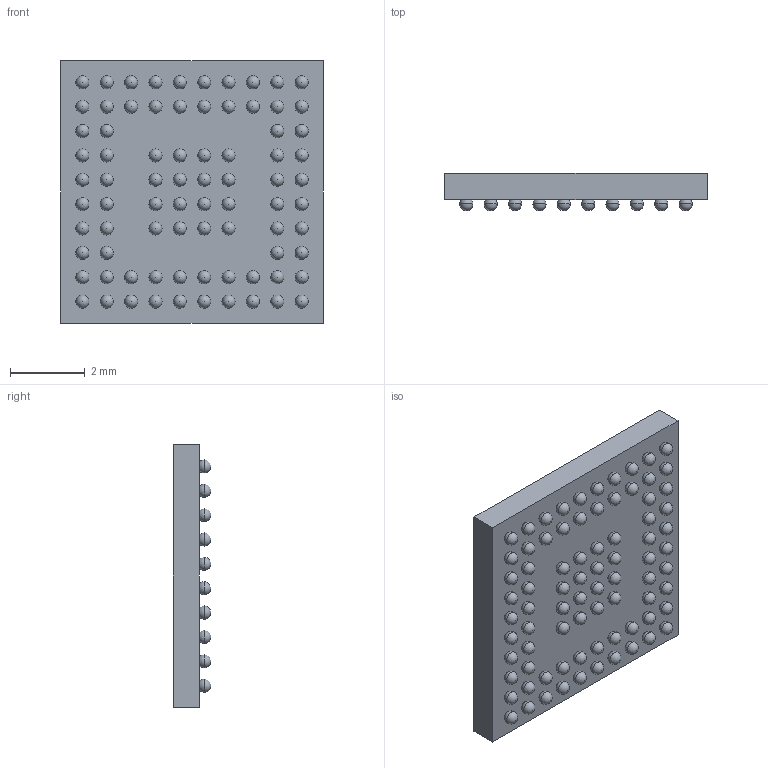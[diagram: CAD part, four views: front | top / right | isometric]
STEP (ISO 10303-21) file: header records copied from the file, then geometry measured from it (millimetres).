
FILE_DESCRIPTION (( 'STEP AP214' ), '1' );
FILE_NAME ('TC358867XBG.STEP', '2021-02-12T00:17:07', ( '' ), ( '' ), 'SwSTEP 2.0', 'SolidWorks 2017', '' );
FILE_SCHEMA (( 'AUTOMOTIVE_DESIGN' ));
Length unit declared in the file: millimetre
Products named in the file (1): TC358867XBG
Bounding box: 7 x 1 x 7 mm (x, y, z)
Volume: 36 mm3; surface area: 149.3 mm2
Topology: 82 solids, 82 shells, 253 faces, 664 edges, 496 vertices
Faces by surface type: sphere 160, plane 89, cylinder 4
Entity records: 6689 total; most frequent: DIRECTION 1180, CARTESIAN_POINT 934, ORIENTED_EDGE 688, AXIS2_PLACEMENT_3D 582, EDGE_CURVE 344, VERTEX_POINT 336, EDGE_LOOP 334, CIRCLE 328
